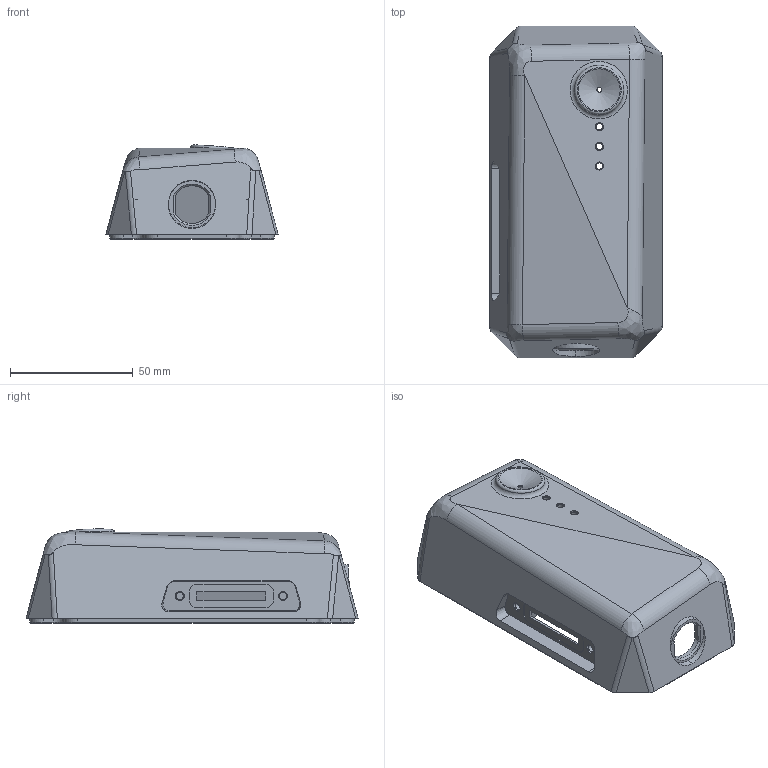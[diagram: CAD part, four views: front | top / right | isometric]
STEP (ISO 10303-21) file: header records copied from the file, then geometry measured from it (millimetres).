
FILE_DESCRIPTION(('FreeCAD Model'),'2;1');
FILE_NAME('Open CASCADE Shape Model','2022-12-02T11:49:38',(''),(''), 'Open CASCADE STEP processor 7.6','FreeCAD','Unknown');
FILE_SCHEMA(('AUTOMOTIVE_DESIGN { 1 0 10303 214 1 1 1 1 }'));
Length unit declared in the file: millimetre
Products named in the file (4): enclosure_faceted3; enclosure-lid; inserts-lid; tappex-001m3
Assembly tree (8 placements, depth 3):
  enclosure_faceted3
    enclosure-lid
    inserts-lid
      tappex-001m3  x6
Bounding box: 70 x 135 x 38.27 mm (x, y, z)
Volume: 62884.6 mm3; surface area: 42714.3 mm2
Topology: 7 solids, 7 shells, 517 faces, 1265 edges, 809 vertices
Faces by surface type: plane 143, extrusion 113, cylinder 88, bspline 88, cone 58, torus 27
Full cylindrical faces by diameter (mm): 1.9 x2, 2 x1, 2.6 x3, 3 x6, 3.2 x2, 3.3 x3, 3.5 x8, 3.73 x2, 4.6 x6, 4.8 x3, 6.5 x1
Entity records: 49221 total; most frequent: CARTESIAN_POINT 26639, DIRECTION 3353, ORIENTED_EDGE 2450, PCURVE 2450, DEFINITIONAL_REPRESENTATION 2450, VECTOR 2084, LINE 1971, B_SPLINE_CURVE_WITH_KNOTS 1335
